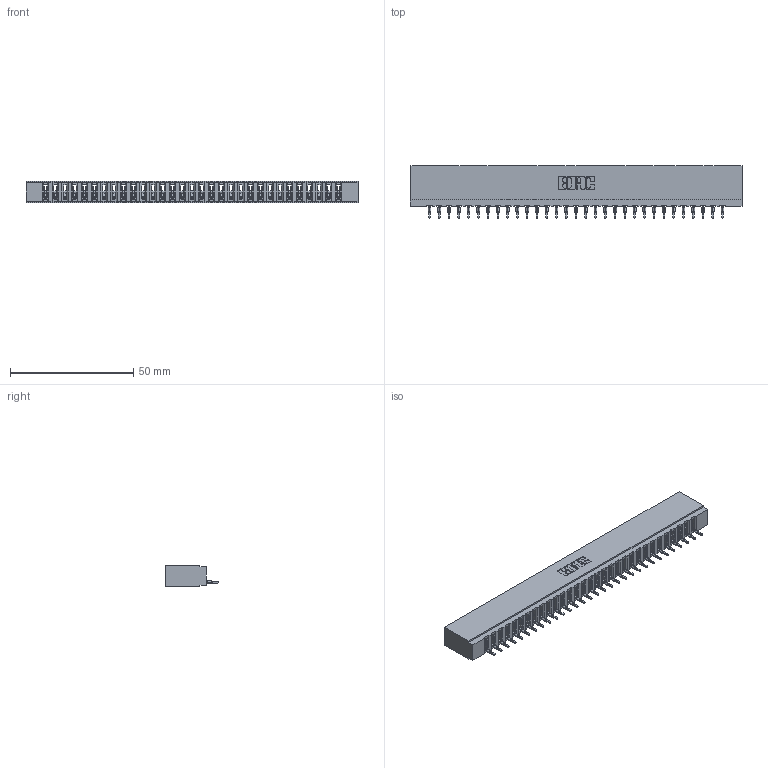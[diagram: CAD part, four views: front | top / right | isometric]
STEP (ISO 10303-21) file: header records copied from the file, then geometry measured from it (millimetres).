
FILE_DESCRIPTION (( 'STEP AP203' ), '1' );
FILE_NAME ('737-031-520-101.STEP', '2020-09-10T23:46:04', ( '' ), ( '' ), 'SwSTEP 2.0', 'SolidWorks 2020', '' );
FILE_SCHEMA (( 'CONFIG_CONTROL_DESIGN' ));
Length unit declared in the file: inch
Products named in the file (3): 737 Part_Insulator Option - 01; 745-292-001_520; 737-031-520-101
Assembly tree (32 placements, depth 2):
  737-031-520-101
    737 Part_Insulator Option - 01
    745-292-001_520  x31
Bounding box: 134.67 x 21.22 x 8.89 mm (x, y, z)
Volume: 13050.9 mm3; surface area: 17121.5 mm2
Topology: 32 solids, 32 shells, 3597 faces, 9896 edges, 6246 vertices
Faces by surface type: plane 2162, cylinder 629, bspline 620, torus 186
Entity records: 53695 total; most frequent: CARTESIAN_POINT 9968, ORIENTED_EDGE 9412, DIRECTION 8162, EDGE_CURVE 4706, VECTOR 4338, LINE 4338, VERTEX_POINT 3006, AXIS2_PLACEMENT_3D 1912
